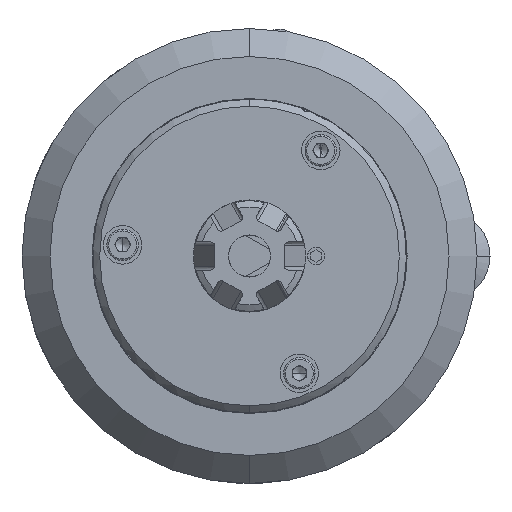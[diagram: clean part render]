
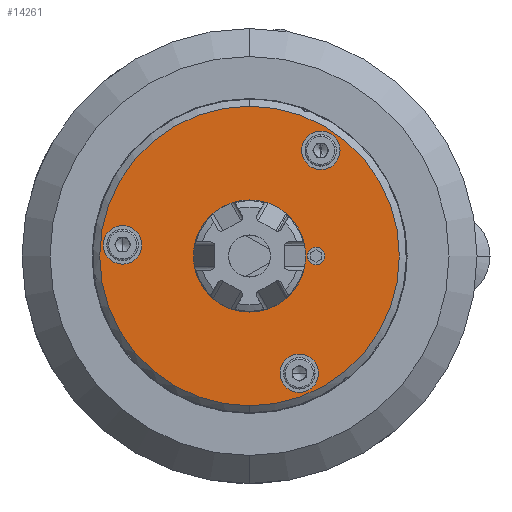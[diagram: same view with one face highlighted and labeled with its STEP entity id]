
A CAD part, left-side view. The second image highlights one B-rep face of the part: STEP entity #14261.
In plain terms, the highlighted planar face has unit normal (-1, 0, 0).
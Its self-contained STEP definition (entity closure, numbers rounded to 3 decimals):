
#34 = EDGE_CURVE ( 'NONE', #5516, #7908, #11037, .T. ) ;
#140 = CARTESIAN_POINT ( 'NONE',  ( -125.9, 18.131, 4.336 ) ) ;
#230 = EDGE_CURVE ( 'NONE', #7908, #5516, #16413, .T. ) ;
#300 = DIRECTION ( 'NONE',  ( 0., 0., 1. ) ) ;
#554 = CARTESIAN_POINT ( 'NONE',  ( -125.9, -7.111, -16.753 ) ) ;
#575 = FACE_BOUND ( 'NONE', #5581, .T. ) ;
#720 = DIRECTION ( 'NONE',  ( -1., 0., 0. ) ) ;
#749 = ORIENTED_EDGE ( 'NONE', *, *, #14813, .F. ) ;
#1031 = CARTESIAN_POINT ( 'NONE',  ( -125.9, -10.177, 12.338 ) ) ;
#1158 = CIRCLE ( 'NONE', #8954, 2.75 ) ;
#2320 = FACE_BOUND ( 'NONE', #8818, .T. ) ;
#2484 = AXIS2_PLACEMENT_3D ( 'NONE', #15451, #13322, #11153 ) ;
#2520 = CARTESIAN_POINT ( 'NONE',  ( -125.9, 18.131, -1.164 ) ) ;
#2527 = DIRECTION ( 'NONE',  ( 0., 0., 1. ) ) ;
#2722 = CARTESIAN_POINT ( 'NONE',  ( -125.9, 0., 21.4 ) ) ;
#2744 = FACE_BOUND ( 'NONE', #4073, .T. ) ;
#2875 = AXIS2_PLACEMENT_3D ( 'NONE', #4361, #7119, #3669 ) ;
#3115 = ORIENTED_EDGE ( 'NONE', *, *, #11122, .F. ) ;
#3509 = CIRCLE ( 'NONE', #6729, 2.75 ) ;
#3566 = CIRCLE ( 'NONE', #14013, 2.75 ) ;
#3669 = DIRECTION ( 'NONE',  ( 0., 0., 1. ) ) ;
#3860 = CARTESIAN_POINT ( 'NONE',  ( -125.9, 18.131, 1.586 ) ) ;
#3935 = CARTESIAN_POINT ( 'NONE',  ( -125.9, 0., -7.2 ) ) ;
#4073 = EDGE_LOOP ( 'NONE', ( #4168, #9784 ) ) ;
#4168 = ORIENTED_EDGE ( 'NONE', *, *, #230, .T. ) ;
#4272 = DIRECTION ( 'NONE',  ( -1., 0., 0. ) ) ;
#4296 = EDGE_LOOP ( 'NONE', ( #9835, #749 ) ) ;
#4361 = CARTESIAN_POINT ( 'NONE',  ( -125.9, -10.177, 15.088 ) ) ;
#4459 = VERTEX_POINT ( 'NONE', #14445 ) ;
#4487 = ORIENTED_EDGE ( 'NONE', *, *, #9651, .F. ) ;
#4551 = AXIS2_PLACEMENT_3D ( 'NONE', #6153, #4272, #13085 ) ;
#4599 = DIRECTION ( 'NONE',  ( -1., 0., 0. ) ) ;
#4741 = CARTESIAN_POINT ( 'NONE',  ( -125.9, -9.5, 0. ) ) ;
#4785 = PLANE ( 'NONE',  #13894 ) ;
#4841 = CARTESIAN_POINT ( 'NONE',  ( -125.9, 22.4, 0. ) ) ;
#4857 = DIRECTION ( 'NONE',  ( -1., 0., 0. ) ) ;
#4949 = CIRCLE ( 'NONE', #16949, 2.75 ) ;
#5155 = VERTEX_POINT ( 'NONE', #16906 ) ;
#5516 = VERTEX_POINT ( 'NONE', #9347 ) ;
#5581 = EDGE_LOOP ( 'NONE', ( #15564, #4487 ) ) ;
#5677 = EDGE_CURVE ( 'NONE', #10112, #14746, #11637, .T. ) ;
#5731 = EDGE_CURVE ( 'NONE', #8610, #14996, #15722, .T. ) ;
#5741 = ORIENTED_EDGE ( 'NONE', *, *, #6739, .F. ) ;
#5877 = ORIENTED_EDGE ( 'NONE', *, *, #14610, .F. ) ;
#5918 = DIRECTION ( 'NONE',  ( 0., 0., 1. ) ) ;
#6090 = DIRECTION ( 'NONE',  ( -1., 0., 0. ) ) ;
#6153 = CARTESIAN_POINT ( 'NONE',  ( -125.9, -9.5, 0. ) ) ;
#6265 = AXIS2_PLACEMENT_3D ( 'NONE', #4741, #4857, #6890 ) ;
#6348 = DIRECTION ( 'NONE',  ( 0., 0., -1. ) ) ;
#6595 = DIRECTION ( 'NONE',  ( 0., 0., 1. ) ) ;
#6729 = AXIS2_PLACEMENT_3D ( 'NONE', #554, #14170, #8355 ) ;
#6739 = EDGE_CURVE ( 'NONE', #14996, #8610, #4949, .T. ) ;
#6890 = DIRECTION ( 'NONE',  ( 0., 0., 1. ) ) ;
#7119 = DIRECTION ( 'NONE',  ( -1., 0., 0. ) ) ;
#7122 = EDGE_LOOP ( 'NONE', ( #5877, #16005 ) ) ;
#7614 = VERTEX_POINT ( 'NONE', #1031 ) ;
#7908 = VERTEX_POINT ( 'NONE', #3935 ) ;
#7969 = CIRCLE ( 'NONE', #14780, 21.4 ) ;
#8229 = DIRECTION ( 'NONE',  ( 0., 0., -1. ) ) ;
#8230 = CARTESIAN_POINT ( 'NONE',  ( -125.9, 0., 0. ) ) ;
#8285 = DIRECTION ( 'NONE',  ( 1., 0., 0. ) ) ;
#8355 = DIRECTION ( 'NONE',  ( 0., 0., 1. ) ) ;
#8610 = VERTEX_POINT ( 'NONE', #140 ) ;
#8818 = EDGE_LOOP ( 'NONE', ( #14640, #3115 ) ) ;
#8954 = AXIS2_PLACEMENT_3D ( 'NONE', #14774, #16067, #6595 ) ;
#9247 = CIRCLE ( 'NONE', #6265, 1.25 ) ;
#9326 = CIRCLE ( 'NONE', #2875, 2.75 ) ;
#9347 = CARTESIAN_POINT ( 'NONE',  ( -125.9, 0., 7.2 ) ) ;
#9462 = CIRCLE ( 'NONE', #4551, 1.25 ) ;
#9651 = EDGE_CURVE ( 'NONE', #5155, #4459, #3509, .T. ) ;
#9784 = ORIENTED_EDGE ( 'NONE', *, *, #34, .T. ) ;
#9797 = EDGE_CURVE ( 'NONE', #4459, #5155, #1158, .T. ) ;
#9835 = ORIENTED_EDGE ( 'NONE', *, *, #14323, .F. ) ;
#10112 = VERTEX_POINT ( 'NONE', #2722 ) ;
#10787 = DIRECTION ( 'NONE',  ( 1., 0., 0. ) ) ;
#10918 = DIRECTION ( 'NONE',  ( 0., 0., -1. ) ) ;
#10952 = DIRECTION ( 'NONE',  ( 1., 0., 0. ) ) ;
#11037 = CIRCLE ( 'NONE', #2484, 7.2 ) ;
#11122 = EDGE_CURVE ( 'NONE', #14117, #17092, #9247, .T. ) ;
#11153 = DIRECTION ( 'NONE',  ( 0., 0., -1. ) ) ;
#11262 = DIRECTION ( 'NONE',  ( 0., 0., 1. ) ) ;
#11275 = CARTESIAN_POINT ( 'NONE',  ( -125.9, 0., -21.4 ) ) ;
#11541 = CARTESIAN_POINT ( 'NONE',  ( -125.9, -10.177, 15.088 ) ) ;
#11637 = CIRCLE ( 'NONE', #14042, 21.4 ) ;
#11884 = EDGE_CURVE ( 'NONE', #17092, #14117, #9462, .T. ) ;
#11886 = DIRECTION ( 'NONE',  ( -1., 0., 0. ) ) ;
#12266 = CARTESIAN_POINT ( 'NONE',  ( -125.9, 18.131, 1.586 ) ) ;
#12406 = FACE_OUTER_BOUND ( 'NONE', #7122, .T. ) ;
#12635 = AXIS2_PLACEMENT_3D ( 'NONE', #14470, #10952, #10918 ) ;
#12803 = FACE_BOUND ( 'NONE', #4296, .T. ) ;
#13085 = DIRECTION ( 'NONE',  ( 0., 0., 1. ) ) ;
#13151 = VERTEX_POINT ( 'NONE', #13635 ) ;
#13261 = CARTESIAN_POINT ( 'NONE',  ( -125.9, -9.5, 1.25 ) ) ;
#13322 = DIRECTION ( 'NONE',  ( 1., 0., 0. ) ) ;
#13472 = CARTESIAN_POINT ( 'NONE',  ( -125.9, -9.5, -1.25 ) ) ;
#13635 = CARTESIAN_POINT ( 'NONE',  ( -125.9, -10.177, 17.838 ) ) ;
#13894 = AXIS2_PLACEMENT_3D ( 'NONE', #4841, #4599, #5918 ) ;
#13927 = ORIENTED_EDGE ( 'NONE', *, *, #5731, .F. ) ;
#14013 = AXIS2_PLACEMENT_3D ( 'NONE', #11541, #720, #2527 ) ;
#14042 = AXIS2_PLACEMENT_3D ( 'NONE', #8230, #8285, #8229 ) ;
#14117 = VERTEX_POINT ( 'NONE', #13472 ) ;
#14170 = DIRECTION ( 'NONE',  ( -1., 0., 0. ) ) ;
#14261 = ADVANCED_FACE ( 'NONE', ( #12406, #2320, #16305, #12803, #575, #2744 ), #4785, .T. ) ;
#14284 = AXIS2_PLACEMENT_3D ( 'NONE', #3860, #11886, #11262 ) ;
#14323 = EDGE_CURVE ( 'NONE', #13151, #7614, #3566, .T. ) ;
#14445 = CARTESIAN_POINT ( 'NONE',  ( -125.9, -7.111, -14.003 ) ) ;
#14470 = CARTESIAN_POINT ( 'NONE',  ( -125.9, 0., 0. ) ) ;
#14610 = EDGE_CURVE ( 'NONE', #14746, #10112, #7969, .T. ) ;
#14640 = ORIENTED_EDGE ( 'NONE', *, *, #11884, .F. ) ;
#14746 = VERTEX_POINT ( 'NONE', #11275 ) ;
#14774 = CARTESIAN_POINT ( 'NONE',  ( -125.9, -7.111, -16.753 ) ) ;
#14780 = AXIS2_PLACEMENT_3D ( 'NONE', #16951, #10787, #6348 ) ;
#14813 = EDGE_CURVE ( 'NONE', #7614, #13151, #9326, .T. ) ;
#14996 = VERTEX_POINT ( 'NONE', #2520 ) ;
#15451 = CARTESIAN_POINT ( 'NONE',  ( -125.9, 0., 0. ) ) ;
#15564 = ORIENTED_EDGE ( 'NONE', *, *, #9797, .F. ) ;
#15722 = CIRCLE ( 'NONE', #14284, 2.75 ) ;
#16005 = ORIENTED_EDGE ( 'NONE', *, *, #5677, .F. ) ;
#16067 = DIRECTION ( 'NONE',  ( -1., 0., 0. ) ) ;
#16305 = FACE_BOUND ( 'NONE', #16866, .T. ) ;
#16413 = CIRCLE ( 'NONE', #12635, 7.2 ) ;
#16866 = EDGE_LOOP ( 'NONE', ( #13927, #5741 ) ) ;
#16906 = CARTESIAN_POINT ( 'NONE',  ( -125.9, -7.111, -19.503 ) ) ;
#16949 = AXIS2_PLACEMENT_3D ( 'NONE', #12266, #6090, #300 ) ;
#16951 = CARTESIAN_POINT ( 'NONE',  ( -125.9, 0., 0. ) ) ;
#17092 = VERTEX_POINT ( 'NONE', #13261 ) ;
